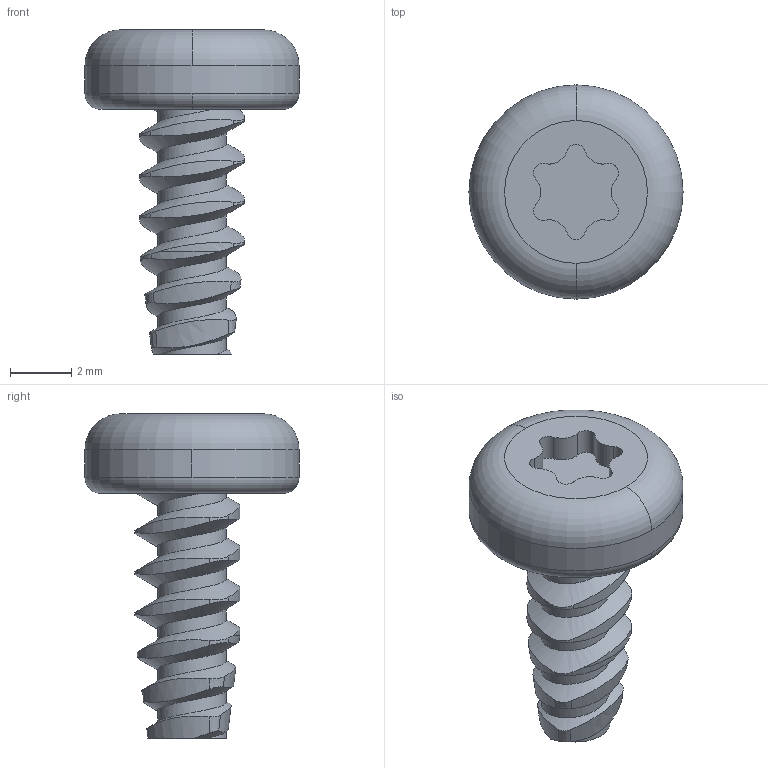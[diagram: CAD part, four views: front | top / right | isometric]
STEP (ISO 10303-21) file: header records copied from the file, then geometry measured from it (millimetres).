
FILE_DESCRIPTION (( 'STEP AP203' ), '1' );
FILE_NAME ('99397A482.step', '2013-03-12T19:00:52', ( 'Admin' ), ( 'Microsoft' ), 'SwSTEP 2.0', 'SolidWorks 2012', '' );
FILE_SCHEMA (( 'CONFIG_CONTROL_DESIGN' ));
Length unit declared in the file: millimetre
Products named in the file (1): 99397A482
Bounding box: 7 x 7 x 10.6 mm (x, y, z)
Volume: 134.2 mm3; surface area: 221.6 mm2
Topology: 1 solids, 1 shells, 74 faces, 210 edges, 140 vertices
Faces by surface type: cylinder 44, cone 19, torus 4, plane 4, bspline 3
Entity records: 3991 total; most frequent: CARTESIAN_POINT 2135, ORIENTED_EDGE 420, DIRECTION 313, EDGE_CURVE 210, VERTEX_POINT 140, AXIS2_PLACEMENT_3D 126, B_SPLINE_CURVE_WITH_KNOTS 93, EDGE_LOOP 76
